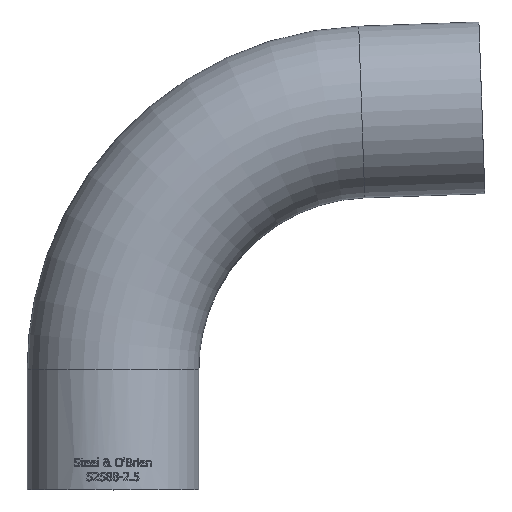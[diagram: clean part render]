
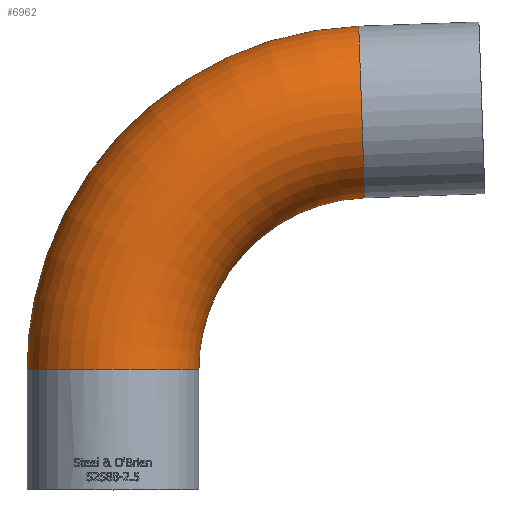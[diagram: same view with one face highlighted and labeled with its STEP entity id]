
A CAD part, top view. The second image highlights one B-rep face of the part: STEP entity #6962.
In plain terms, the highlighted toroidal (fillet/blend) face has major radius 95.25 mm and minor radius 31.75 mm.
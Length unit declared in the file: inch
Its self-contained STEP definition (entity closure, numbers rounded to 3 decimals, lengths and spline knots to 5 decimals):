
#14=TOROIDAL_SURFACE('',#7257,3.75,1.25);
#67=FACE_BOUND('',#1223,.T.);
#799=FACE_OUTER_BOUND('',#1222,.T.);
#1222=EDGE_LOOP('',(#6509));
#1223=EDGE_LOOP('',(#6510));
#1342=CIRCLE('',#7236,1.25);
#1348=CIRCLE('',#7258,1.25);
#3398=VERTEX_POINT('',#16270);
#3404=VERTEX_POINT('',#16298);
#4435=EDGE_CURVE('',#3398,#3398,#1342,.T.);
#4441=EDGE_CURVE('',#3404,#3404,#1348,.T.);
#6509=ORIENTED_EDGE('',*,*,#4435,.T.);
#6510=ORIENTED_EDGE('',*,*,#4441,.F.);
#6962=ADVANCED_FACE('',(#799,#67),#14,.T.);
#7236=AXIS2_PLACEMENT_3D('',#16271,#8256,#8257);
#7257=AXIS2_PLACEMENT_3D('',#16297,#8298,#8299);
#7258=AXIS2_PLACEMENT_3D('',#16299,#8300,#8301);
#8256=DIRECTION('center_axis',(0.,1.,0.));
#8257=DIRECTION('ref_axis',(1.,0.,0.));
#8298=DIRECTION('center_axis',(0.,0.,1.));
#8299=DIRECTION('ref_axis',(1.,0.,0.));
#8300=DIRECTION('center_axis',(0.999,0.035,0.));
#8301=DIRECTION('ref_axis',(0.035,-0.999,0.));
#16270=CARTESIAN_POINT('',(-5.,0.,0.));
#16271=CARTESIAN_POINT('Origin',(-3.75,0.,0.));
#16297=CARTESIAN_POINT('Origin',(0.,0.,0.));
#16298=CARTESIAN_POINT('',(-0.1745,4.99695,0.));
#16299=CARTESIAN_POINT('Origin',(-0.13087,3.74772,0.));
